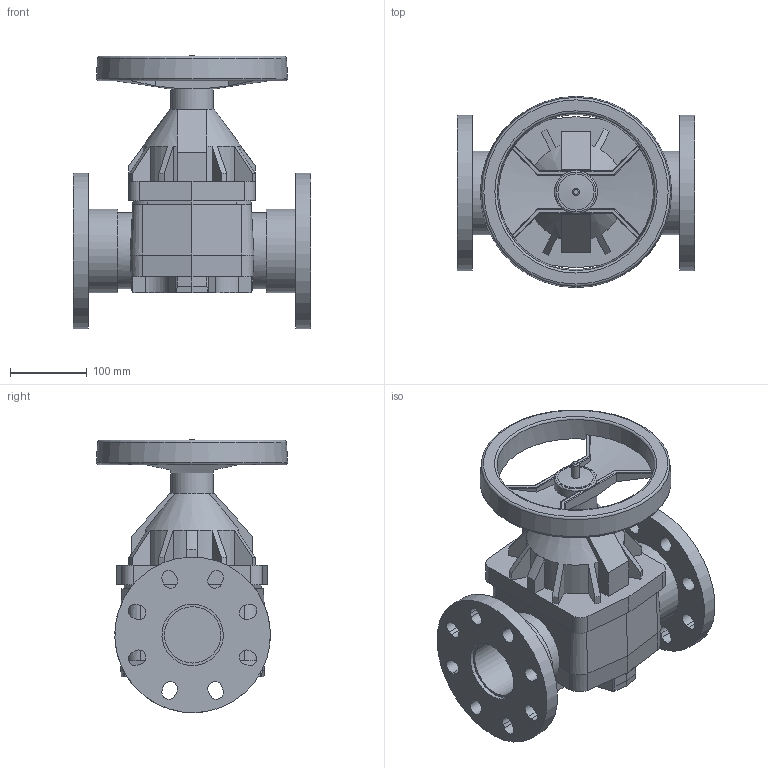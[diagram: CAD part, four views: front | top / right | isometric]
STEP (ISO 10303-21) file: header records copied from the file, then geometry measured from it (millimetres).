
FILE_DESCRIPTION(/* description */ (''),/* implementation_level */ '2;1');
FILE_NAME(/* name */ 'VMOV090E.iam.stp',/* time_stamp */ '2013-10-01T10:40:32+02:00',/* author */ ('bfaro'),/* organization */ (''),/* preprocessor_version */ 'ST-DEVELOPER v15.2',/* originating_system */ 'Autodesk Inventor 2014',/* authorisation */ '');
FILE_SCHEMA (('AUTOMOTIVE_DESIGN { 1 0 10303 214 3 1 1 }'));
Length unit declared in the file: millimetre
Products named in the file (4): volantino VM 75-90; SPBDVM090DV; Flangia Fissa D90 Socket ISO-ASA; VMOV090E
Bounding box: 310 x 249.6 x 356.4 mm (x, y, z)
Volume: 6867020.4 mm3; surface area: 731902.8 mm2
Topology: 5 solids, 5 shells, 391 faces, 1051 edges, 686 vertices
Faces by surface type: plane 201, cylinder 163, cone 20, torus 5, bspline 2
Full cylindrical faces by diameter (mm): 10 x3, 47 x1, 56 x2, 73.5 x2, 73.528 x1, 80 x2, 90 x4, 99.4 x2, 109 x2, 203 x2, 220 x1, 232 x1
Entity records: 11489 total; most frequent: CARTESIAN_POINT 2601, DIRECTION 1870, ORIENTED_EDGE 1814, EDGE_CURVE 907, AXIS2_PLACEMENT_3D 680, VERTEX_POINT 606, LINE 510, VECTOR 510
